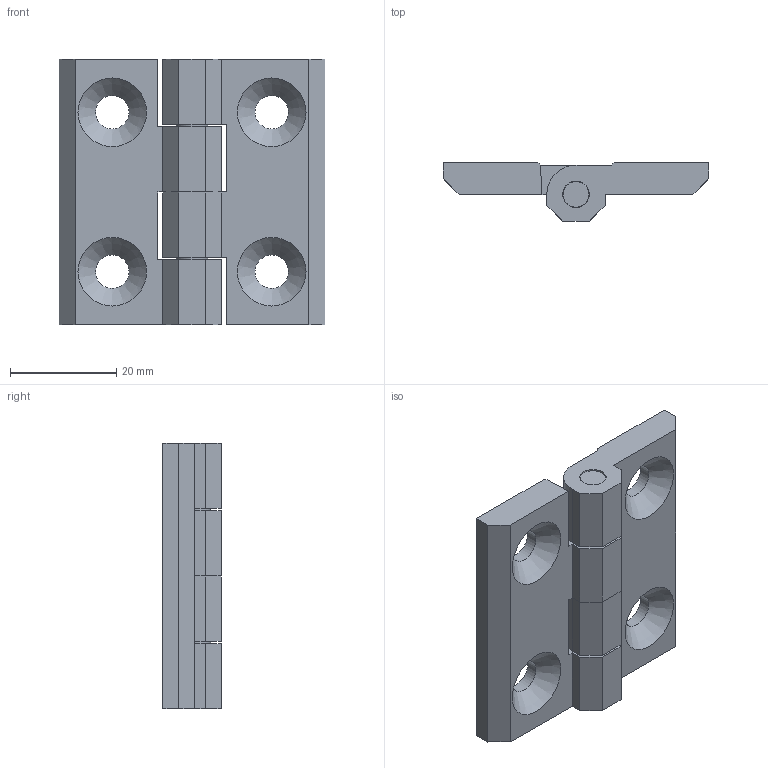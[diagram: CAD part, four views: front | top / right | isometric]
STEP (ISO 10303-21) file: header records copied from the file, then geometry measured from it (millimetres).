
FILE_DESCRIPTION(('STEP AP203'),'1');
FILE_NAME('099.1.1.4.step','2015-09-10T12:28:15',(' '),(' '),'Spatial InterOp 3D',' ',' ');
FILE_SCHEMA(('CONFIG_CONTROL_DESIGN'));
Length unit declared in the file: millimetre
Products named in the file (3): 1; 2; 3
Bounding box: 50 x 11 x 50 mm (x, y, z)
Volume: 13204.1 mm3; surface area: 9883.4 mm2
Topology: 3 solids, 3 shells, 237 faces, 636 edges, 417 vertices
Faces by surface type: plane 166, cylinder 57, extrusion 8, cone 6
Full cylindrical faces by diameter (mm): 5 x4, 6 x1, 6.3 x4, 9.8 x4
Entity records: 8042 total; most frequent: CARTESIAN_POINT 1930, DIRECTION 1248, ORIENTED_EDGE 1218, EDGE_CURVE 609, VECTOR 418, AXIS2_PLACEMENT_3D 415, LINE 410, VERTEX_POINT 409
